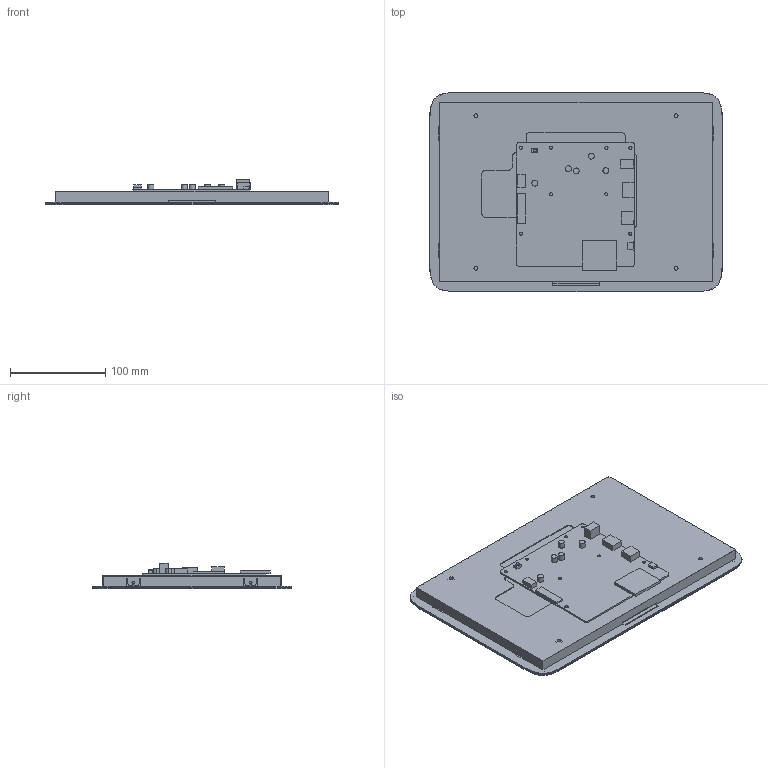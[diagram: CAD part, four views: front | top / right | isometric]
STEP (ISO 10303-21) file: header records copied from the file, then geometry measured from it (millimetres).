
FILE_DESCRIPTION((''),'2;1');
FILE_NAME('HDW121-001L_ASM','2022-06-29T',('Administrator'),(''),'PRO/ENGINEER BY PARAMETRIC TECHNOLOGY CORPORATION, 2014320','PRO/ENGINEER BY PARAMETRIC TECHNOLOGY CORPORATION, 2014320','');
FILE_SCHEMA(('CONFIG_CONTROL_DESIGN','SHAPE_APPEARANCE_LAYERS_GROUPS'));
Length unit declared in the file: millimetre
Products named in the file (8): LCM_5; TK_29; SLLCM_3; TPC121T0014_1; ASM0001_ASM_6_ASM_ASM; DMG12800C121-02WTC_ASM_ASM; PCB; HDW121-001L_ASM
Assembly tree (7 placements, depth 4):
  HDW121-001L_ASM
    DMG12800C121-02WTC_ASM_ASM
      ASM0001_ASM_6_ASM_ASM
        LCM_5
        TK_29
        SLLCM_3
        TPC121T0014_1
    PCB
Bounding box: 307.23 x 208.93 x 26.95 mm (x, y, z)
Volume: 1146217.2 mm3; surface area: 516825.6 mm2
Topology: 5 solids, 5 shells, 516 faces, 1387 edges, 924 vertices
Faces by surface type: plane 394, cylinder 106, extrusion 16
Entity records: 18167 total; most frequent: CARTESIAN_POINT 3507, ORIENTED_EDGE 2774, DIRECTION 2623, EDGE_CURVE 1387, VECTOR 1159, LINE 1143, VERTEX_POINT 924, AXIS2_PLACEMENT_3D 732
